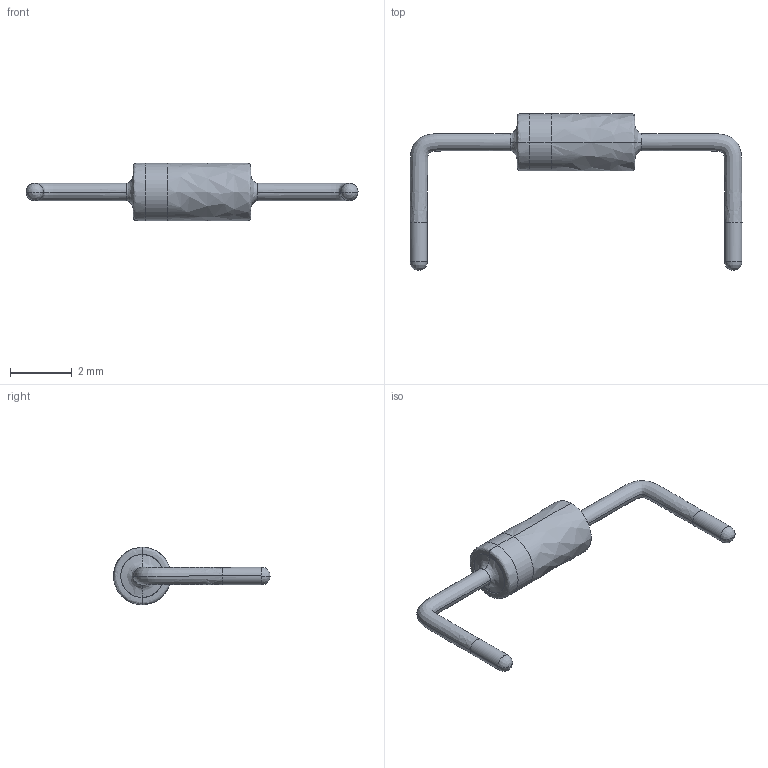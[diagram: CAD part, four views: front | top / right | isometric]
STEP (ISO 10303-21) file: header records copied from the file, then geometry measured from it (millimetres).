
FILE_DESCRIPTION(/* description */ (''),/* implementation_level */ '2;1');
FILE_NAME(/* name */ 'DO-35D~2',/* time_stamp */ '2017-03-19T11:39:29+01:00',/* author */ (''),/* organization */ (''),/* preprocessor_version */ 'ST-DEVELOPER v14',/* originating_system */ '',/* authorisation */ '');
FILE_SCHEMA (('AUTOMOTIVE_DESIGN'));
Length unit declared in the file: millimetre
Products named in the file (1): Document
Bounding box: 10.72 x 5.07 x 1.85 mm (x, y, z)
Surface area: 51.2 mm2 (no closed solid volume)
Topology: 0 solids, 5 shells, 22 faces, 58 edges, 34 vertices
Faces by surface type: bspline 22
Entity records: 3032 total; most frequent: CARTESIAN_POINT 2698, ORIENTED_EDGE 92, EDGE_CURVE 54, VERTEX_POINT 34, ADVANCED_FACE 22, FACE_OUTER_BOUND 22, EDGE_LOOP 22, B_SPLINE_CURVE_WITH_KNOTS 10
